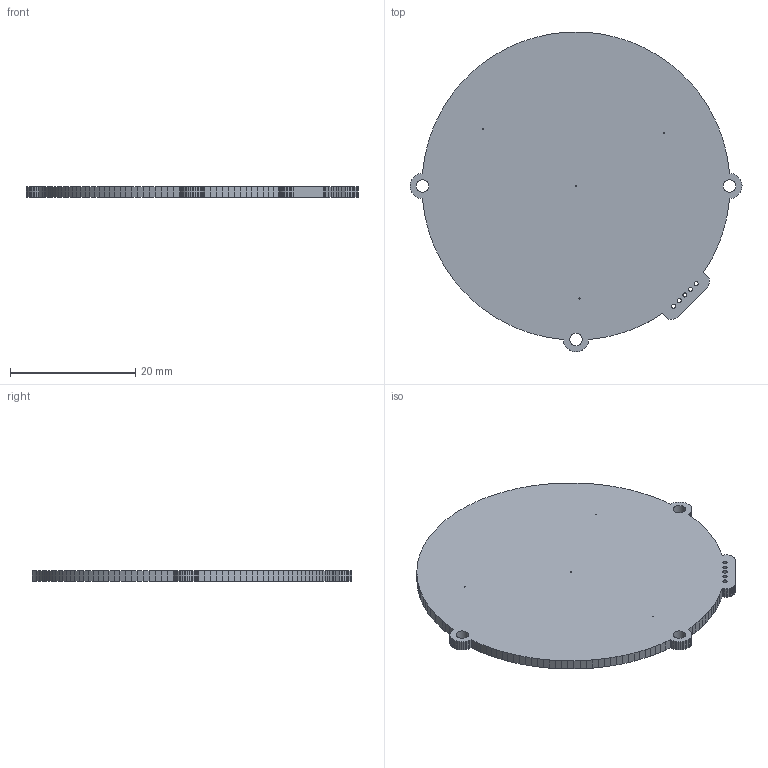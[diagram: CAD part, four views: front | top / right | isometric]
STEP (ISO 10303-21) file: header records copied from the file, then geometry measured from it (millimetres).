
FILE_DESCRIPTION(('KiCad electronic assembly'),'2;1');
FILE_NAME('Melodio-NavWheel.step','2023-11-22T02:57:43',('Pcbnew'),( 'Kicad'),'Open CASCADE STEP processor 7.7','KiCad to STEP converter' ,'Unknown');
FILE_SCHEMA(('AUTOMOTIVE_DESIGN { 1 0 10303 214 1 1 1 1 }'));
Length unit declared in the file: millimetre
Products named in the file (2): Melodio-NavWheel 1; Melodio-NavWheel PCB
Assembly tree (1 placements, depth 2):
  Melodio-NavWheel 1
    Melodio-NavWheel PCB
Bounding box: 53 x 51.08 x 1.6 mm (x, y, z)
Volume: 3073.1 mm3; surface area: 4155.1 mm2
Topology: 1 solids, 1 shells, 240 faces, 714 edges, 476 vertices
Faces by surface type: plane 228, cylinder 12
Full cylindrical faces by diameter (mm): 0.2 x4, 0.65 x5, 2 x3
Entity records: 17353 total; most frequent: CARTESIAN_POINT 3004, DIRECTION 2626, LINE 2094, VECTOR 2094, ORIENTED_EDGE 1428, PCURVE 1428, DEFINITIONAL_REPRESENTATION 1428, EDGE_CURVE 714
